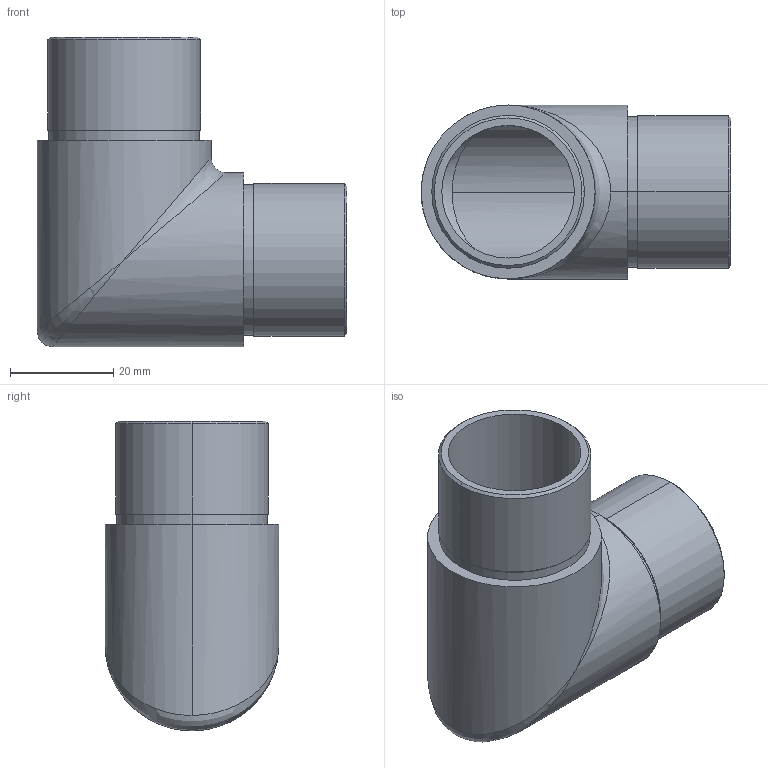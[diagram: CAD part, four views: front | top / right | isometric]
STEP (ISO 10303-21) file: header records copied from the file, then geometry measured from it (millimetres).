
FILE_DESCRIPTION (( 'STEP AP203' ), '1' );
FILE_NAME ('A-0301-233-S.STEP', '2019-05-13T12:36:23', ( '' ), ( '' ), 'SwSTEP 2.0', 'SolidWorks 2019', '' );
FILE_SCHEMA (( 'CONFIG_CONTROL_DESIGN' ));
Length unit declared in the file: millimetre
Products named in the file (1): A-0301-233-S
Bounding box: 60 x 33.7 x 60 mm (x, y, z)
Volume: 20557.7 mm3; surface area: 16549.7 mm2
Topology: 1 solids, 1 shells, 38 faces, 88 edges, 48 vertices
Faces by surface type: cylinder 20, cone 8, plane 6, bspline 4
Entity records: 1457 total; most frequent: CARTESIAN_POINT 595, DIRECTION 170, ORIENTED_EDGE 160, EDGE_CURVE 80, AXIS2_PLACEMENT_3D 71, VERTEX_POINT 48, EDGE_LOOP 44, FACE_OUTER_BOUND 38
